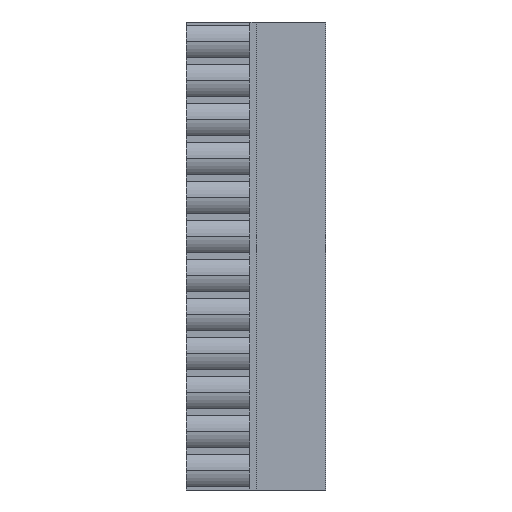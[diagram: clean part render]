
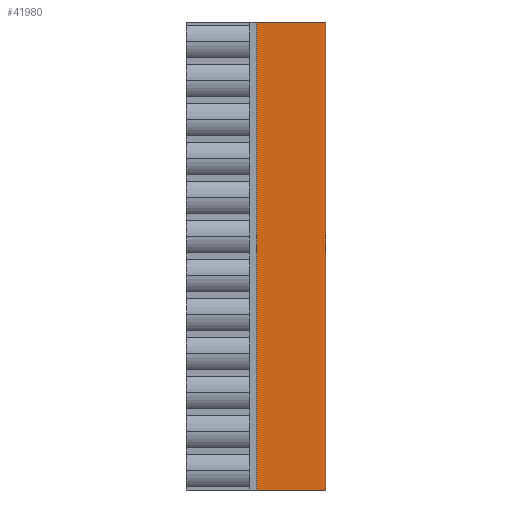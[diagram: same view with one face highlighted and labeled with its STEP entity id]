
A CAD part, front view. The second image highlights one B-rep face of the part: STEP entity #41980.
In plain terms, the highlighted planar face has unit normal (0, -1, 0).
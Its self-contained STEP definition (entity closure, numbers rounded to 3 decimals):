
#16670=CARTESIAN_POINT('',(58.627,37.913
   ,-58.42));
#16680=VERTEX_POINT('',#16670);
#16710=CARTESIAN_POINT('',(58.627,37.913
   ,-45.8));
#16720=DIRECTION('',(0.,0.,
   -1.));
#16730=VECTOR('',#16720,1.);
#16740=LINE('',#16710,#16730);
#16750=CARTESIAN_POINT('',(58.627,37.913
   ,2.54));
#16760=VERTEX_POINT('',#16750);
#16770=EDGE_CURVE('',#16760,#16680,#16740,.T.);
#41680=CARTESIAN_POINT('',(49.597,37.913
   ,-0.08));
#41690=DIRECTION('',(0.,-1.,
   0.));
#41700=DIRECTION('',(-1.,0.,
   0.));
#41710=AXIS2_PLACEMENT_3D('',#41680,#41690,#41700);
#41720=PLANE('',#41710);
#41730=CARTESIAN_POINT('',(0.1,37.913
   ,2.54));
#41740=DIRECTION('',(-1.,0.,
   0.));
#41750=VECTOR('',#41740,1.);
#41760=LINE('',#41730,#41750);
#41770=CARTESIAN_POINT('',(49.597,37.913
   ,2.54));
#41780=VERTEX_POINT('',#41770);
#41790=EDGE_CURVE('',#16760,#41780,#41760,.T.);
#41800=ORIENTED_EDGE('',*,*,#41790,.T.);
#41810=ORIENTED_EDGE('',*,*,#16770,.F.);
#41820=CARTESIAN_POINT('',(0.1,37.913
   ,-58.42));
#41830=DIRECTION('',(-1.,0.,
   0.));
#41840=VECTOR('',#41830,1.);
#41850=LINE('',#41820,#41840);
#41860=CARTESIAN_POINT('',(49.597,37.913
   ,-58.42));
#41870=VERTEX_POINT('',#41860);
#41880=EDGE_CURVE('',#16680,#41870,#41850,.T.);
#41890=ORIENTED_EDGE('',*,*,#41880,.F.);
#41900=CARTESIAN_POINT('',(49.597,37.913
   ,-48.3));
#41910=DIRECTION('',(0.,0.,
   1.));
#41920=VECTOR('',#41910,1.);
#41930=LINE('',#41900,#41920);
#41940=EDGE_CURVE('',#41870,#41780,#41930,.T.);
#41950=ORIENTED_EDGE('',*,*,#41940,.F.);
#41960=EDGE_LOOP('',(#41950,#41890,#41810,#41800));
#41970=FACE_OUTER_BOUND('',#41960,.T.);
#41980=ADVANCED_FACE('',(#41970),#41720,.T.);
